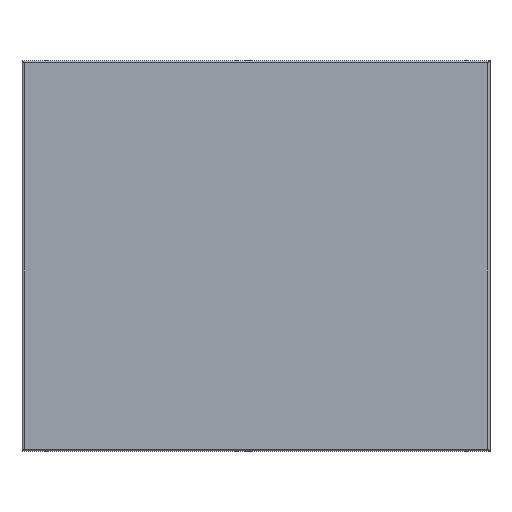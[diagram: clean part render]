
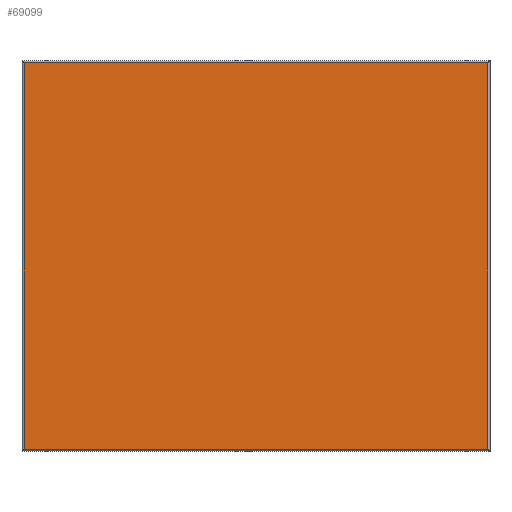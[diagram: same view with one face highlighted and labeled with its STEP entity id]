
A CAD part, top view. The second image highlights one B-rep face of the part: STEP entity #69099.
In plain terms, the highlighted planar face has unit normal (0, 0, 1).
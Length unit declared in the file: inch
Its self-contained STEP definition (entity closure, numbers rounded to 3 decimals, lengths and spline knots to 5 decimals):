
#3407 = CARTESIAN_POINT ( 'NONE',  ( -0.11811, 20.15197, 0.11811 ) ) ;
#4591 = CARTESIAN_POINT ( 'NONE',  ( 0., 0.11811, 0.11811 ) ) ;
#6057 = CARTESIAN_POINT ( 'NONE',  ( -24.15197, 0.11811, 0.11811 ) ) ;
#9477 = LINE ( 'NONE', #64328, #76969 ) ;
#9834 = DIRECTION ( 'NONE',  ( 0., 0., 1. ) ) ;
#10592 = LINE ( 'NONE', #4591, #35629 ) ;
#10812 = CARTESIAN_POINT ( 'NONE',  ( -24.27008, 20.15197, 0.11811 ) ) ;
#10995 = VERTEX_POINT ( 'NONE', #54046 ) ;
#14399 = ORIENTED_EDGE ( 'NONE', *, *, #27972, .T. ) ;
#14681 = FACE_OUTER_BOUND ( 'NONE', #66505, .T. ) ;
#16036 = DIRECTION ( 'NONE',  ( -1., 0., 0. ) ) ;
#25473 = VERTEX_POINT ( 'NONE', #6057 ) ;
#27215 = CARTESIAN_POINT ( 'NONE',  ( -0.11811, 0.11811, 0.11811 ) ) ;
#27873 = DIRECTION ( 'NONE',  ( -1., 0., 0. ) ) ;
#27972 = EDGE_CURVE ( 'NONE', #45170, #10995, #76907, .T. ) ;
#29366 = ORIENTED_EDGE ( 'NONE', *, *, #68572, .T. ) ;
#34478 = DIRECTION ( 'NONE',  ( 0., 1., 0. ) ) ;
#35629 = VECTOR ( 'NONE', #77866, 39.37008 ) ;
#36026 = EDGE_CURVE ( 'NONE', #62985, #45170, #76567, .T. ) ;
#38348 = ORIENTED_EDGE ( 'NONE', *, *, #36026, .T. ) ;
#43874 = VECTOR ( 'NONE', #34478, 39.37008 ) ;
#45074 = AXIS2_PLACEMENT_3D ( 'NONE', #77117, #9834, #27873 ) ;
#45170 = VERTEX_POINT ( 'NONE', #3407 ) ;
#53313 = CARTESIAN_POINT ( 'NONE',  ( -0.11811, 20.27008, 0.11811 ) ) ;
#54046 = CARTESIAN_POINT ( 'NONE',  ( -24.15197, 20.15197, 0.11811 ) ) ;
#62477 = EDGE_CURVE ( 'NONE', #25473, #62985, #10592, .T. ) ;
#62850 = VECTOR ( 'NONE', #16036, 39.37008 ) ;
#62985 = VERTEX_POINT ( 'NONE', #27215 ) ;
#63914 = PLANE ( 'NONE',  #45074 ) ;
#64328 = CARTESIAN_POINT ( 'NONE',  ( -24.15197, 0., 0.11811 ) ) ;
#66505 = EDGE_LOOP ( 'NONE', ( #38348, #14399, #29366, #68811 ) ) ;
#68572 = EDGE_CURVE ( 'NONE', #10995, #25473, #9477, .T. ) ;
#68811 = ORIENTED_EDGE ( 'NONE', *, *, #62477, .T. ) ;
#69099 = ADVANCED_FACE ( 'NONE', ( #14681 ), #63914, .T. ) ;
#76567 = LINE ( 'NONE', #53313, #43874 ) ;
#76740 = DIRECTION ( 'NONE',  ( 0., -1., 0. ) ) ;
#76907 = LINE ( 'NONE', #10812, #62850 ) ;
#76969 = VECTOR ( 'NONE', #76740, 39.37008 ) ;
#77117 = CARTESIAN_POINT ( 'NONE',  ( -12.13504, 10.13504, 0.11811 ) ) ;
#77866 = DIRECTION ( 'NONE',  ( 1., 0., 0. ) ) ;
